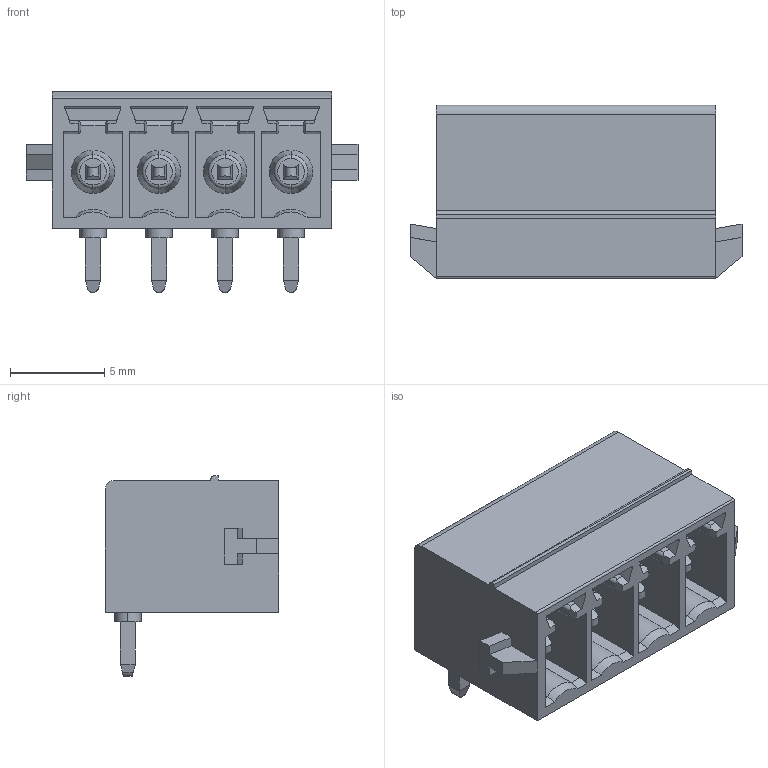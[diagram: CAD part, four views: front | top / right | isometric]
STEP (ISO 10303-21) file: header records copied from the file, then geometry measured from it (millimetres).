
FILE_DESCRIPTION(('Creo Elements/Direct Modeling STEP Export'),'2;1');
FILE_NAME('model.stp','2015-12-14T13:58:35',(''),(''),'Creo Elements/Direct Modeling STEP processor for AP214 (Solid Model)','Creo Elements/Direct Modeling 18.1G 27-Feb-2015 (C) Parametric Technology GmbH','');
FILE_SCHEMA(('AUTOMOTIVE_DESIGN { 1 0 10303 214 1 1 1 1 }'));
Length unit declared in the file: millimetre
Products named in the file (2): MC-1.5-4-G-3.5
Assembly tree (1 placements, depth 2):
  MC-1.5-4-G-3.5
    MC-1.5-4-G-3.5
Bounding box: 17.6 x 9.2 x 10.65 mm (x, y, z)
Volume: 507.1 mm3; surface area: 1390 mm2
Topology: 1 solids, 1 shells, 315 faces, 847 edges, 558 vertices
Faces by surface type: plane 256, cylinder 39, cone 12, torus 8
Entity records: 12135 total; most frequent: CARTESIAN_POINT 1759, ORIENTED_EDGE 1694, DIRECTION 1511, EDGE_CURVE 847, VECTOR 683, LINE 683, VERTEX_POINT 558, AXIS2_PLACEMENT_3D 414
